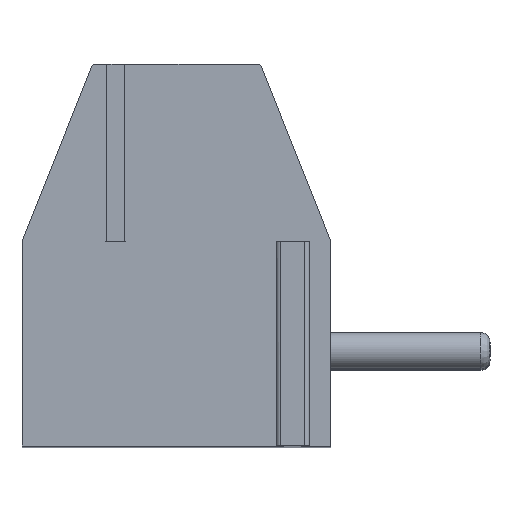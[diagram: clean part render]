
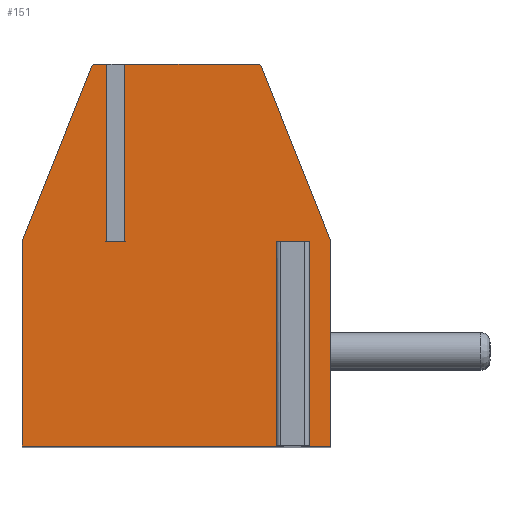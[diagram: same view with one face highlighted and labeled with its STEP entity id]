
A CAD part, top view. The second image highlights one B-rep face of the part: STEP entity #151.
In plain terms, the highlighted free-form (B-spline) face has degree [1, 1] with [2, 2] control points.
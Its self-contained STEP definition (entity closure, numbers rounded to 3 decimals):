
#30=CARTESIAN_POINT('',(7.804,1.196,6.75));
#31=CARTESIAN_POINT('',(-3.004,1.196,6.75));
#32=CARTESIAN_POINT('',(7.804,12.004,6.75));
#33=CARTESIAN_POINT('',(-3.004,12.004,6.75));
#34=B_SPLINE_SURFACE_WITH_KNOTS('',1,1,((#30,#31),(#32,#33)),.PLANE_SURF.,.F.,.F.,.U.,(2,2),(2,2),(0.,1.),(0.,1.),.UNSPECIFIED.);
#35=CARTESIAN_POINT('',(5.16,6.9,6.75));
#36=VERTEX_POINT('',#35);
#37=CARTESIAN_POINT('',(5.16,2.4,6.75));
#38=VERTEX_POINT('',#37);
#39=CARTESIAN_POINT('',(5.16,6.9,6.75));
#40=CARTESIAN_POINT('',(5.16,2.4,6.75));
#41=B_SPLINE_CURVE_WITH_KNOTS('',1,(#39,#40),.POLYLINE_FORM.,.F.,.U.,(2,2),(0.,1.),.UNSPECIFIED.);
#42=EDGE_CURVE('',#36,#38,#41,.T.);
#43=ORIENTED_EDGE('',*,*,#42,.T.);
#44=CARTESIAN_POINT('',(5.8,2.4,6.75));
#45=VERTEX_POINT('',#44);
#46=CARTESIAN_POINT('',(5.8,2.4,6.75));
#47=CARTESIAN_POINT('',(5.16,2.4,6.75));
#48=B_SPLINE_CURVE_WITH_KNOTS('',1,(#46,#47),.POLYLINE_FORM.,.F.,.U.,(2,2),(0.,1.),.UNSPECIFIED.);
#49=EDGE_CURVE('',#45,#38,#48,.T.);
#50=ORIENTED_EDGE('',*,*,#49,.F.);
#51=CARTESIAN_POINT('',(5.8,6.9,6.75));
#52=VERTEX_POINT('',#51);
#53=CARTESIAN_POINT('',(5.8,6.9,6.75));
#54=CARTESIAN_POINT('',(5.8,2.4,6.75));
#55=B_SPLINE_CURVE_WITH_KNOTS('',1,(#53,#54),.POLYLINE_FORM.,.F.,.U.,(2,2),(0.,1.),.UNSPECIFIED.);
#56=EDGE_CURVE('',#52,#45,#55,.T.);
#57=ORIENTED_EDGE('',*,*,#56,.F.);
#58=CARTESIAN_POINT('',(4.275,10.737,6.75));
#59=VERTEX_POINT('',#58);
#60=CARTESIAN_POINT('',(5.8,6.9,6.75));
#61=CARTESIAN_POINT('',(4.275,10.737,6.75));
#62=B_SPLINE_CURVE_WITH_KNOTS('',1,(#60,#61),.POLYLINE_FORM.,.F.,.U.,(2,2),(0.,1.),.UNSPECIFIED.);
#63=EDGE_CURVE('',#52,#59,#62,.T.);
#64=ORIENTED_EDGE('',*,*,#63,.T.);
#65=CARTESIAN_POINT('',(4.182,10.8,6.75));
#66=VERTEX_POINT('',#65);
#67=CARTESIAN_POINT('',(4.275,10.737,6.75));
#68=CARTESIAN_POINT('',(4.25,10.8,6.75));
#69=CARTESIAN_POINT('',(4.182,10.8,6.75));
#70=(BOUNDED_CURVE()B_SPLINE_CURVE(2,(#67,#68,#69),.CIRCULAR_ARC.,.F.,.U.)B_SPLINE_CURVE_WITH_KNOTS((3,3),(0.,1.),.UNSPECIFIED.)CURVE()GEOMETRIC_REPRESENTATION_ITEM()RATIONAL_B_SPLINE_CURVE((1.,0.827,1.))REPRESENTATION_ITEM(''));
#71=EDGE_CURVE('',#59,#66,#70,.T.);
#72=ORIENTED_EDGE('',*,*,#71,.T.);
#73=CARTESIAN_POINT('',(1.26,10.8,6.75));
#74=VERTEX_POINT('',#73);
#75=CARTESIAN_POINT('',(4.182,10.8,6.75));
#76=CARTESIAN_POINT('',(1.26,10.8,6.75));
#77=B_SPLINE_CURVE_WITH_KNOTS('',1,(#75,#76),.POLYLINE_FORM.,.F.,.U.,(2,2),(0.,1.),.UNSPECIFIED.);
#78=EDGE_CURVE('',#66,#74,#77,.T.);
#79=ORIENTED_EDGE('',*,*,#78,.T.);
#80=CARTESIAN_POINT('',(1.26,6.9,6.75));
#81=VERTEX_POINT('',#80);
#82=CARTESIAN_POINT('',(1.26,10.8,6.75));
#83=CARTESIAN_POINT('',(1.26,6.9,6.75));
#84=B_SPLINE_CURVE_WITH_KNOTS('',1,(#82,#83),.POLYLINE_FORM.,.F.,.U.,(2,2),(0.,1.),.UNSPECIFIED.);
#85=EDGE_CURVE('',#74,#81,#84,.T.);
#86=ORIENTED_EDGE('',*,*,#85,.T.);
#87=CARTESIAN_POINT('',(0.86,6.9,6.75));
#88=VERTEX_POINT('',#87);
#89=CARTESIAN_POINT('',(1.26,6.9,6.75));
#90=CARTESIAN_POINT('',(0.86,6.9,6.75));
#91=B_SPLINE_CURVE_WITH_KNOTS('',1,(#89,#90),.POLYLINE_FORM.,.F.,.U.,(2,2),(0.,1.),.UNSPECIFIED.);
#92=EDGE_CURVE('',#81,#88,#91,.T.);
#93=ORIENTED_EDGE('',*,*,#92,.T.);
#94=CARTESIAN_POINT('',(0.86,10.8,6.75));
#95=VERTEX_POINT('',#94);
#96=CARTESIAN_POINT('',(0.86,6.9,6.75));
#97=CARTESIAN_POINT('',(0.86,10.8,6.75));
#98=B_SPLINE_CURVE_WITH_KNOTS('',1,(#96,#97),.POLYLINE_FORM.,.F.,.U.,(2,2),(0.,1.),.UNSPECIFIED.);
#99=EDGE_CURVE('',#88,#95,#98,.T.);
#100=ORIENTED_EDGE('',*,*,#99,.T.);
#101=CARTESIAN_POINT('',(0.618,10.8,6.75));
#102=VERTEX_POINT('',#101);
#103=CARTESIAN_POINT('',(0.86,10.8,6.75));
#104=CARTESIAN_POINT('',(0.618,10.8,6.75));
#105=B_SPLINE_CURVE_WITH_KNOTS('',1,(#103,#104),.POLYLINE_FORM.,.F.,.U.,(2,2),(0.,1.),.UNSPECIFIED.);
#106=EDGE_CURVE('',#95,#102,#105,.T.);
#107=ORIENTED_EDGE('',*,*,#106,.T.);
#108=CARTESIAN_POINT('',(0.525,10.737,6.75));
#109=VERTEX_POINT('',#108);
#110=CARTESIAN_POINT('',(0.618,10.8,6.75));
#111=CARTESIAN_POINT('',(0.55,10.8,6.75));
#112=CARTESIAN_POINT('',(0.525,10.737,6.75));
#113=(BOUNDED_CURVE()B_SPLINE_CURVE(2,(#110,#111,#112),.CIRCULAR_ARC.,.F.,.U.)B_SPLINE_CURVE_WITH_KNOTS((3,3),(0.,1.),.UNSPECIFIED.)CURVE()GEOMETRIC_REPRESENTATION_ITEM()RATIONAL_B_SPLINE_CURVE((1.,0.827,1.))REPRESENTATION_ITEM(''));
#114=EDGE_CURVE('',#102,#109,#113,.T.);
#115=ORIENTED_EDGE('',*,*,#114,.T.);
#116=CARTESIAN_POINT('',(-1.,6.9,6.75));
#117=VERTEX_POINT('',#116);
#118=CARTESIAN_POINT('',(0.525,10.737,6.75));
#119=CARTESIAN_POINT('',(-1.,6.9,6.75));
#120=B_SPLINE_CURVE_WITH_KNOTS('',1,(#118,#119),.POLYLINE_FORM.,.F.,.U.,(2,2),(0.,1.),.UNSPECIFIED.);
#121=EDGE_CURVE('',#109,#117,#120,.T.);
#122=ORIENTED_EDGE('',*,*,#121,.T.);
#123=CARTESIAN_POINT('',(-1.,2.4,6.75));
#124=VERTEX_POINT('',#123);
#125=CARTESIAN_POINT('',(-1.,6.9,6.75));
#126=CARTESIAN_POINT('',(-1.,2.4,6.75));
#127=B_SPLINE_CURVE_WITH_KNOTS('',1,(#125,#126),.POLYLINE_FORM.,.F.,.U.,(2,2),(0.,1.),.UNSPECIFIED.);
#128=EDGE_CURVE('',#117,#124,#127,.T.);
#129=ORIENTED_EDGE('',*,*,#128,.T.);
#130=CARTESIAN_POINT('',(4.76,2.4,6.75));
#131=VERTEX_POINT('',#130);
#132=CARTESIAN_POINT('',(4.76,2.4,6.75));
#133=CARTESIAN_POINT('',(-1.,2.4,6.75));
#134=B_SPLINE_CURVE_WITH_KNOTS('',1,(#132,#133),.POLYLINE_FORM.,.F.,.U.,(2,2),(0.,1.),.UNSPECIFIED.);
#135=EDGE_CURVE('',#131,#124,#134,.T.);
#136=ORIENTED_EDGE('',*,*,#135,.F.);
#137=CARTESIAN_POINT('',(4.76,6.9,6.75));
#138=VERTEX_POINT('',#137);
#139=CARTESIAN_POINT('',(4.76,2.4,6.75));
#140=CARTESIAN_POINT('',(4.76,6.9,6.75));
#141=B_SPLINE_CURVE_WITH_KNOTS('',1,(#139,#140),.POLYLINE_FORM.,.F.,.U.,(2,2),(0.,1.),.UNSPECIFIED.);
#142=EDGE_CURVE('',#131,#138,#141,.T.);
#143=ORIENTED_EDGE('',*,*,#142,.T.);
#144=CARTESIAN_POINT('',(4.76,6.9,6.75));
#145=CARTESIAN_POINT('',(5.16,6.9,6.75));
#146=B_SPLINE_CURVE_WITH_KNOTS('',1,(#144,#145),.POLYLINE_FORM.,.F.,.U.,(2,2),(0.,1.),.UNSPECIFIED.);
#147=EDGE_CURVE('',#138,#36,#146,.T.);
#148=ORIENTED_EDGE('',*,*,#147,.T.);
#149=EDGE_LOOP('',(#43,#50,#57,#64,#72,#79,#86,#93,#100,#107,#115,#122,#129,#136,#143,#148));
#150=FACE_OUTER_BOUND('',#149,.T.);
#151=ADVANCED_FACE('',(#150),#34,.T.);
